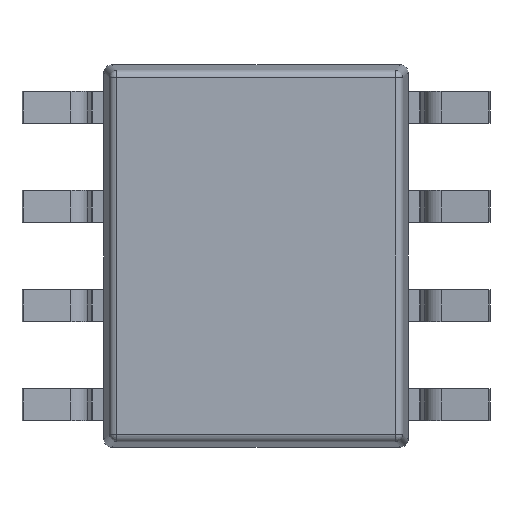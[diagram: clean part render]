
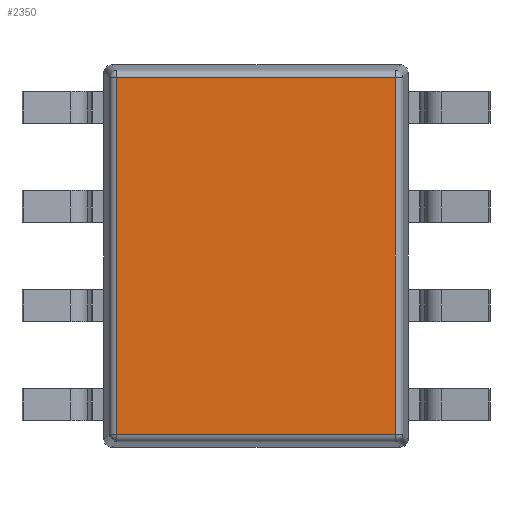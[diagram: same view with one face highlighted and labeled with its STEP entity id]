
A CAD part, front view. The second image highlights one B-rep face of the part: STEP entity #2350.
In plain terms, the highlighted planar face has unit normal (0, -1, 0).
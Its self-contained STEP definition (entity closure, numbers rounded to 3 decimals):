
#111 = DIRECTION ( 'NONE',  ( 0., 0., -1. ) ) ;
#351 = ORIENTED_EDGE ( 'NONE', *, *, #1230, .T. ) ;
#395 = CARTESIAN_POINT ( 'NONE',  ( 1.782, 0.25, -2.282 ) ) ;
#441 = VERTEX_POINT ( 'NONE', #395 ) ;
#568 = VECTOR ( 'NONE', #2535, 1000. ) ;
#708 = EDGE_CURVE ( 'NONE', #2228, #1672, #4803, .T. ) ;
#797 = VECTOR ( 'NONE', #3686, 1000. ) ;
#867 = DIRECTION ( 'NONE',  ( 0., -1., 0. ) ) ;
#1048 = CARTESIAN_POINT ( 'NONE',  ( 1.782, 0.25, 2.371 ) ) ;
#1060 = CARTESIAN_POINT ( 'NONE',  ( 1.782, 0.25, 2.282 ) ) ;
#1230 = EDGE_CURVE ( 'NONE', #441, #2228, #1410, .T. ) ;
#1298 = EDGE_CURVE ( 'NONE', #4617, #441, #4595, .T. ) ;
#1410 = LINE ( 'NONE', #1048, #568 ) ;
#1482 = CARTESIAN_POINT ( 'NONE',  ( -1.782, 0.25, -2.371 ) ) ;
#1609 = FACE_OUTER_BOUND ( 'NONE', #2744, .T. ) ;
#1672 = VERTEX_POINT ( 'NONE', #4120 ) ;
#1825 = ORIENTED_EDGE ( 'NONE', *, *, #708, .T. ) ;
#2068 = AXIS2_PLACEMENT_3D ( 'NONE', #4602, #867, #111 ) ;
#2112 = EDGE_CURVE ( 'NONE', #1672, #4617, #3322, .T. ) ;
#2220 = DIRECTION ( 'NONE',  ( 0., 0., -1. ) ) ;
#2228 = VERTEX_POINT ( 'NONE', #1060 ) ;
#2350 = ADVANCED_FACE ( 'NONE', ( #1609 ), #3098, .T. ) ;
#2535 = DIRECTION ( 'NONE',  ( 0., 0., 1. ) ) ;
#2744 = EDGE_LOOP ( 'NONE', ( #1825, #4410, #4620, #351 ) ) ;
#3098 = PLANE ( 'NONE',  #2068 ) ;
#3322 = LINE ( 'NONE', #1482, #3751 ) ;
#3686 = DIRECTION ( 'NONE',  ( -1., 0., 0. ) ) ;
#3732 = CARTESIAN_POINT ( 'NONE',  ( -1.782, 0.25, -2.282 ) ) ;
#3751 = VECTOR ( 'NONE', #2220, 1000. ) ;
#4015 = CARTESIAN_POINT ( 'NONE',  ( -1.871, 0.25, 2.282 ) ) ;
#4120 = CARTESIAN_POINT ( 'NONE',  ( -1.782, 0.25, 2.282 ) ) ;
#4339 = VECTOR ( 'NONE', #4520, 1000. ) ;
#4410 = ORIENTED_EDGE ( 'NONE', *, *, #2112, .T. ) ;
#4520 = DIRECTION ( 'NONE',  ( 1., 0., 0. ) ) ;
#4540 = CARTESIAN_POINT ( 'NONE',  ( 1.871, 0.25, -2.282 ) ) ;
#4595 = LINE ( 'NONE', #4540, #4339 ) ;
#4602 = CARTESIAN_POINT ( 'NONE',  ( 0., 0.25, 0. ) ) ;
#4617 = VERTEX_POINT ( 'NONE', #3732 ) ;
#4620 = ORIENTED_EDGE ( 'NONE', *, *, #1298, .T. ) ;
#4803 = LINE ( 'NONE', #4015, #797 ) ;
